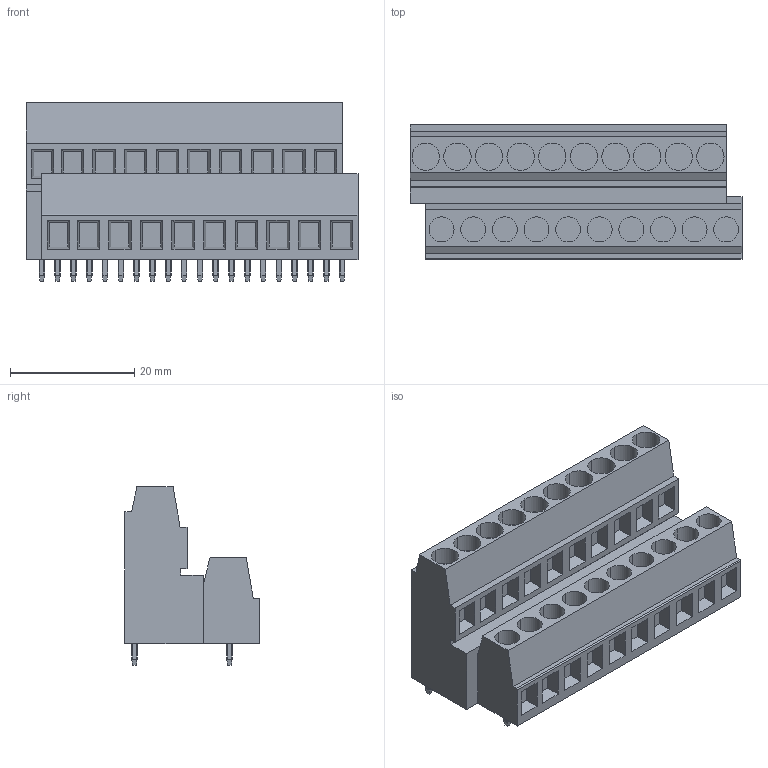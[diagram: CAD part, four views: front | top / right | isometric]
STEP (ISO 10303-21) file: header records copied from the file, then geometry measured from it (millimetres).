
FILE_DESCRIPTION(('CATIA V5 STEP Exchange','CAx-IF Rec.Pracs.--- Model Styling and Organization---1.2---2011-12-15'),'2;1');
FILE_NAME ('D1455705_0_1768930000_1768930000.stp','2018-09-07T07:55:59+00:00',('none'),('Weidmueller'),'CATIA Version 5-6 Release 2014','CATIA V5 STEP AP214','none');
FILE_SCHEMA(('AUTOMOTIVE_DESIGN { 1 0 10303 214 1 1 1 1 }'));
Length unit declared in the file: millimetre
Products named in the file (1): 1768930000
Bounding box: 53.34 x 21.6 x 28.7 mm (x, y, z)
Volume: 17704.3 mm3; surface area: 7419.2 mm2
Topology: 21 solids, 21 shells, 464 faces, 1146 edges, 764 vertices
Faces by surface type: plane 423, cylinder 41
Entity records: 12596 total; most frequent: CARTESIAN_POINT 2444, ORIENTED_EDGE 2292, DIRECTION 1618, EDGE_CURVE 1146, VECTOR 866, LINE 866, VERTEX_POINT 764, EDGE_LOOP 504
